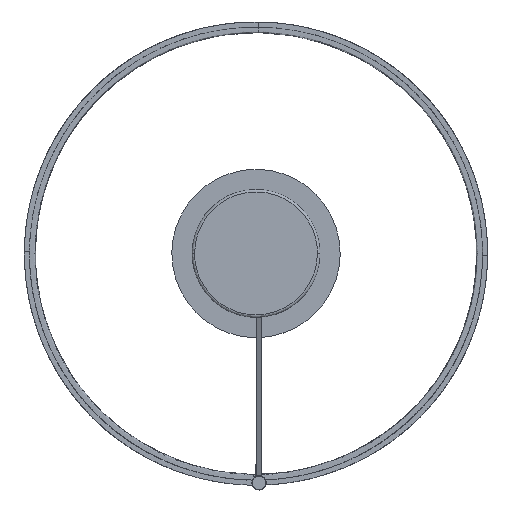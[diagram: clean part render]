
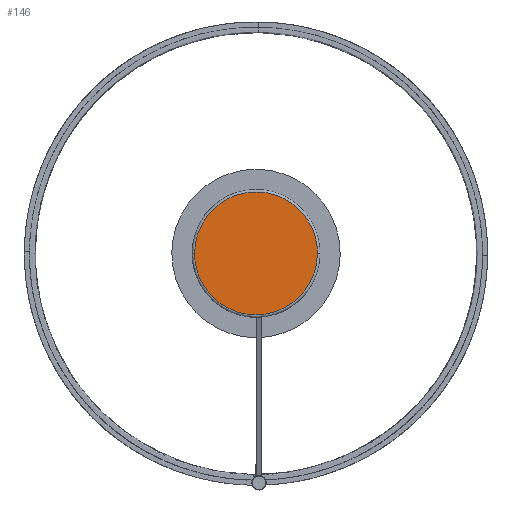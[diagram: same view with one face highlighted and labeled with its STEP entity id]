
A CAD part, top view. The second image highlights one B-rep face of the part: STEP entity #146.
In plain terms, the highlighted planar face has unit normal (0, 0, 1).
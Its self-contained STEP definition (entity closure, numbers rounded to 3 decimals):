
#84=(
BOUNDED_CURVE()
B_SPLINE_CURVE(2,(#3056,#3057,#3058,#3059,#3060),.UNSPECIFIED.,.F.,.F.)
B_SPLINE_CURVE_WITH_KNOTS((3,2,3),(0.,114.665,229.33),
 .UNSPECIFIED.)
CURVE()
GEOMETRIC_REPRESENTATION_ITEM()
RATIONAL_B_SPLINE_CURVE((1.,0.707,1.,0.707,1.))
REPRESENTATION_ITEM('')
);
#89=(
BOUNDED_CURVE()
B_SPLINE_CURVE(2,(#3076,#3077,#3078,#3079,#3080),.UNSPECIFIED.,.F.,.F.)
B_SPLINE_CURVE_WITH_KNOTS((3,2,3),(229.33,343.996,458.661),
 .UNSPECIFIED.)
CURVE()
GEOMETRIC_REPRESENTATION_ITEM()
RATIONAL_B_SPLINE_CURVE((1.,0.707,1.,0.707,1.))
REPRESENTATION_ITEM('')
);
#146=ADVANCED_FACE('',(#182),#573,.T.);
#182=FACE_OUTER_BOUND('',#218,.T.);
#218=EDGE_LOOP('',(#342,#343));
#342=ORIENTED_EDGE('',*,*,#443,.F.);
#343=ORIENTED_EDGE('',*,*,#438,.F.);
#438=EDGE_CURVE('',#540,#543,#84,.T.);
#443=EDGE_CURVE('',#543,#540,#89,.T.);
#540=VERTEX_POINT('',#3037);
#543=VERTEX_POINT('',#3040);
#573=PLANE('',#607);
#607=AXIS2_PLACEMENT_3D('',#2994,#620,$);
#620=DIRECTION('',(0.,0.,1.));
#2994=CARTESIAN_POINT('',(-97.541,99.731,46.));
#3037=CARTESIAN_POINT('',(70.459,4.731,46.));
#3040=CARTESIAN_POINT('',(-75.541,4.731,46.));
#3056=CARTESIAN_POINT('',(70.459,4.731,46.));
#3057=CARTESIAN_POINT('',(70.459,-68.269,46.));
#3058=CARTESIAN_POINT('',(-2.541,-68.269,46.));
#3059=CARTESIAN_POINT('',(-75.541,-68.269,46.));
#3060=CARTESIAN_POINT('',(-75.541,4.731,46.));
#3076=CARTESIAN_POINT('',(-75.541,4.731,46.));
#3077=CARTESIAN_POINT('',(-75.541,77.731,46.));
#3078=CARTESIAN_POINT('',(-2.541,77.731,46.));
#3079=CARTESIAN_POINT('',(70.459,77.731,46.));
#3080=CARTESIAN_POINT('',(70.459,4.731,46.));
